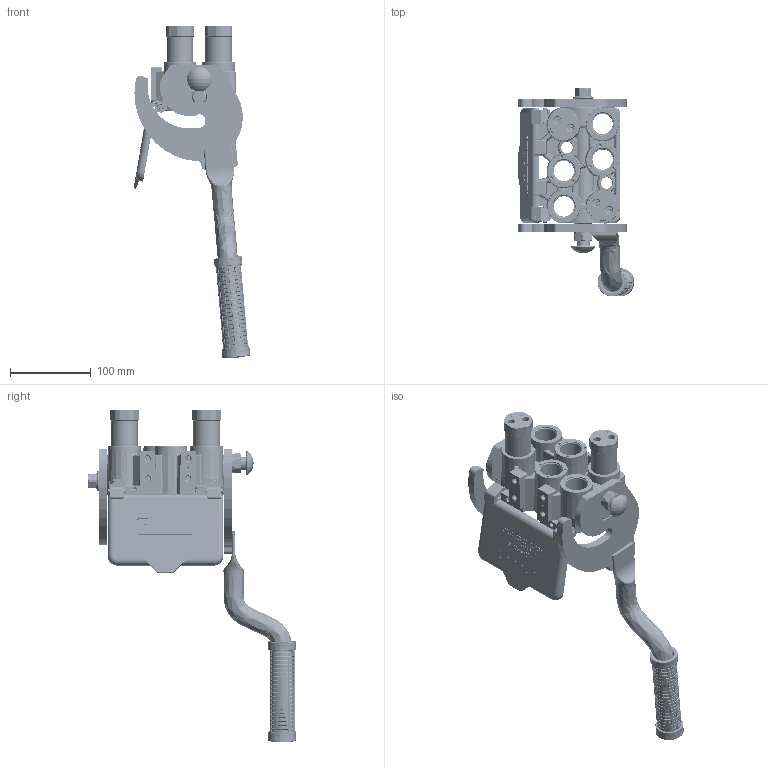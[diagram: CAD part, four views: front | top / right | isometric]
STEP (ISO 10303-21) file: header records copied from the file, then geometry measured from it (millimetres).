
FILE_DESCRIPTION (( 'STEP AP214' ), '1' );
FILE_NAME ('FASTER.step', '2025-12-15T01:49:54', ( '' ), ( '' ), 'SwSTEP 2.0', 'SolidWorks 2017', '' );
FILE_SCHEMA (( 'AUTOMOTIVE_DESIGN' ));
Length unit declared in the file: millimetre
Products named in the file (31): 4850_024_4004_000_ASM; 4830_025_2000_000; 4830_001_0005_300; 2ffngs12_aa_f; 4852_020_0001_001; 4830_022_0000_011; or2_62x17_86; 1540_080_0012_000; 4340_014_0000_000; 4142_072_1000_300; FASTER; 4830_070_0000_001; sicura_p5; 4850_024_4004_000; 4830_001_0005_301; et012; or1_5x7_m; A_2ffngs12_aa_f; 4850_024_0000_022; 4850_001_0001_007; 4830_025_0000_001; 4830_001_0004_000; 4850_024_2004_010; 4850_024_0000_012; curs_molla_12; 0048_042_0412_000; P608_F_BASE; 4850_024_2000_013; 4850_024_2004_020; 4830_025_1000_000
Assembly tree (33 placements, depth 4):
  FASTER
    P608_F_BASE
      4852_020_0001_001
      4830_001_0004_000  x2
      4850_001_0001_007
      4830_001_0005_300
      4830_001_0005_301
    A_2ffngs12_aa_f  x2
      curs_molla_12
        4340_014_0000_000
        4142_072_1000_300
      2ffngs12_aa_f
        2ffngs12_aa_f
    4850_024_4004_000
      4850_024_4004_000_ASM
        4850_024_2004_020
        4850_024_0000_022
        4850_024_2000_013
      sicura_p5
        4830_025_0000_001
        or1_5x7_m
        0048_042_0412_000
      4850_024_2004_010
      1540_080_0012_000
      4830_025_2000_000
      4830_025_1000_000
      4830_022_0000_011
      4830_070_0000_001
      4850_024_0000_012
      or2_62x17_86  x2
    et012
Bounding box: 144.67 x 258.08 x 411.09 mm (x, y, z)
Volume: 275372.4 mm3; surface area: 372970.1 mm2
Topology: 22 solids, 65 shells, 6454 faces, 16992 edges, 10832 vertices
Faces by surface type: plane 3123, cylinder 1854, torus 570, cone 451, bspline 400, sphere 56
Entity records: 262042 total; most frequent: CARTESIAN_POINT 114917, ORIENTED_EDGE 31446, DIRECTION 25984, EDGE_CURVE 15789, VERTEX_POINT 10125, LINE 9740, VECTOR 9740, AXIS2_PLACEMENT_3D 8122
